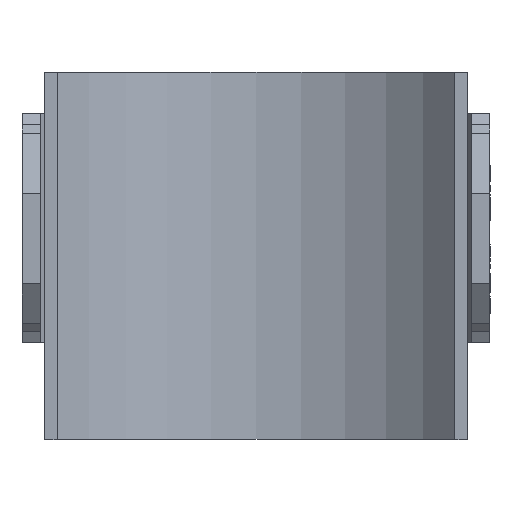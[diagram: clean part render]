
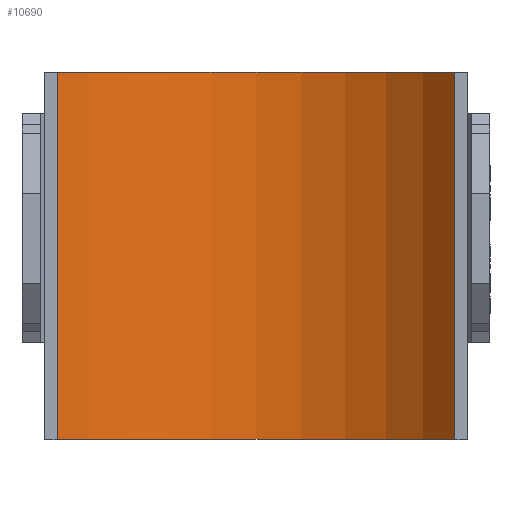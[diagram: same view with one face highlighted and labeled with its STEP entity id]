
A CAD part, front view. The second image highlights one B-rep face of the part: STEP entity #10690.
In plain terms, the highlighted cylindrical face has radius 28.5 mm (diameter 57 mm), a partial arc.
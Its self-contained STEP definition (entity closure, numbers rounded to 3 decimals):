
#148 = CARTESIAN_POINT ( 'NONE',  ( 0., -28.5, 20. ) ) ;
#435 = ORIENTED_EDGE ( 'NONE', *, *, #1436, .F. ) ;
#672 = DIRECTION ( 'NONE',  ( 0., 0., 1. ) ) ;
#694 = VERTEX_POINT ( 'NONE', #9380 ) ;
#816 = CARTESIAN_POINT ( 'NONE',  ( -21.679, -10., -20. ) ) ;
#824 = VECTOR ( 'NONE', #672, 1000. ) ;
#1436 = EDGE_CURVE ( 'NONE', #9295, #5275, #10470, .T. ) ;
#1679 = CIRCLE ( 'NONE', #8609, 28.5 ) ;
#1814 = DIRECTION ( 'NONE',  ( 1., 0., 0. ) ) ;
#1877 = DIRECTION ( 'NONE',  ( 0., 0., -1. ) ) ;
#2031 = LINE ( 'NONE', #6835, #8949 ) ;
#2523 = LINE ( 'NONE', #3227, #824 ) ;
#3133 = CYLINDRICAL_SURFACE ( 'NONE', #8632, 28.5 ) ;
#3227 = CARTESIAN_POINT ( 'NONE',  ( -21.679, -10., 20. ) ) ;
#3843 = DIRECTION ( 'NONE',  ( 0., 0., -1. ) ) ;
#4649 = EDGE_LOOP ( 'NONE', ( #5904, #9740, #8504, #435 ) ) ;
#5275 = VERTEX_POINT ( 'NONE', #9558 ) ;
#5904 = ORIENTED_EDGE ( 'NONE', *, *, #9294, .F. ) ;
#6572 = EDGE_CURVE ( 'NONE', #5275, #694, #2031, .T. ) ;
#6835 = CARTESIAN_POINT ( 'NONE',  ( 21.679, -10., 20. ) ) ;
#7283 = FACE_OUTER_BOUND ( 'NONE', #4649, .T. ) ;
#7854 = CARTESIAN_POINT ( 'NONE',  ( 0., -28.5, -20. ) ) ;
#8009 = DIRECTION ( 'NONE',  ( -1., 0., 0. ) ) ;
#8394 = DIRECTION ( 'NONE',  ( 0., 0., -1. ) ) ;
#8504 = ORIENTED_EDGE ( 'NONE', *, *, #6572, .F. ) ;
#8609 = AXIS2_PLACEMENT_3D ( 'NONE', #7854, #1877, #1814 ) ;
#8632 = AXIS2_PLACEMENT_3D ( 'NONE', #10585, #3843, #8009 ) ;
#8638 = DIRECTION ( 'NONE',  ( 0., 0., -1. ) ) ;
#8949 = VECTOR ( 'NONE', #8638, 1000. ) ;
#8981 = EDGE_CURVE ( 'NONE', #10183, #694, #1679, .T. ) ;
#9029 = CARTESIAN_POINT ( 'NONE',  ( -21.679, -10., 20. ) ) ;
#9294 = EDGE_CURVE ( 'NONE', #10183, #9295, #2523, .T. ) ;
#9295 = VERTEX_POINT ( 'NONE', #9029 ) ;
#9373 = DIRECTION ( 'NONE',  ( 1., 0., 0. ) ) ;
#9380 = CARTESIAN_POINT ( 'NONE',  ( 21.679, -10., -20. ) ) ;
#9558 = CARTESIAN_POINT ( 'NONE',  ( 21.679, -10., 20. ) ) ;
#9640 = AXIS2_PLACEMENT_3D ( 'NONE', #148, #8394, #9373 ) ;
#9740 = ORIENTED_EDGE ( 'NONE', *, *, #8981, .T. ) ;
#10183 = VERTEX_POINT ( 'NONE', #816 ) ;
#10470 = CIRCLE ( 'NONE', #9640, 28.5 ) ;
#10585 = CARTESIAN_POINT ( 'NONE',  ( 0., -28.5, 20. ) ) ;
#10690 = ADVANCED_FACE ( 'NONE', ( #7283 ), #3133, .F. ) ;
